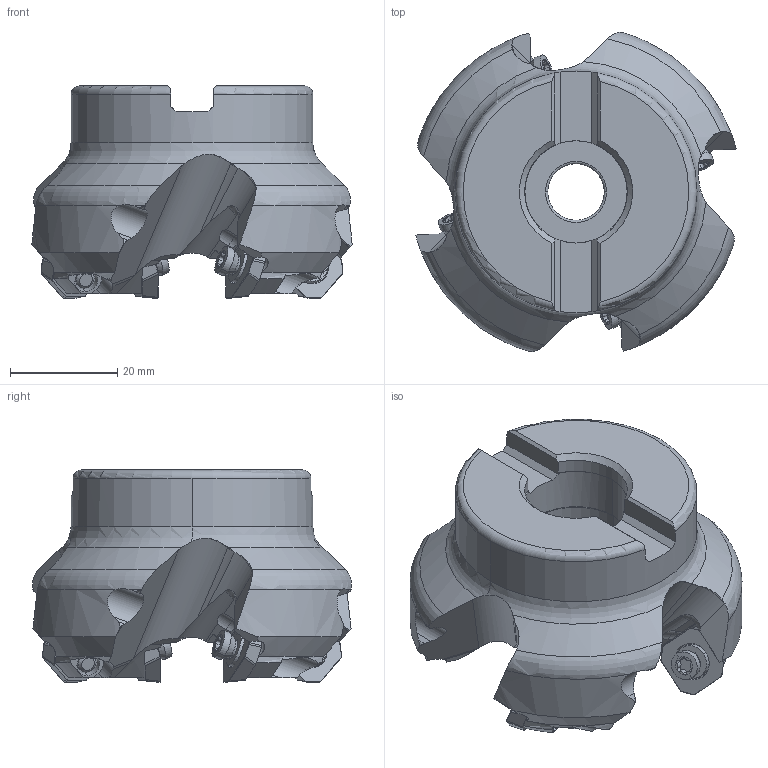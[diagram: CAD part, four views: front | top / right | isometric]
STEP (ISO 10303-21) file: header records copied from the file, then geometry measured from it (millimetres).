
FILE_DESCRIPTION(/* description */ (''),/* implementation_level */ '2;1');
FILE_NAME(/* name */ 'ASX445R0204.stp',/* time_stamp */ '2021-09-08T11:41:07+09:00',/* author */ (''),/* organization */ (''),/* preprocessor_version */ 'ST-DEVELOPER v16',/* originating_system */ 'SIEMENS PLM Software NX 10.0',/* authorisation */ '');
FILE_SCHEMA (('AUTOMOTIVE_DESIGN { 1 0 10303 214 3 1 1 1 }'));
Length unit declared in the file: millimetre
Products named in the file (1): ASX445R0204_ASM
Bounding box: 59.64 x 59.42 x 39.49 mm (x, y, z)
Volume: 53920.4 mm3; surface area: 15555.8 mm2
Topology: 13 solids, 13 shells, 653 faces, 1822 edges, 1231 vertices
Faces by surface type: plane 265, cylinder 256, cone 74, torus 30, sphere 20, bspline 8
Entity records: 23740 total; most frequent: CARTESIAN_POINT 6520, ORIENTED_EDGE 3596, DIRECTION 3516, EDGE_CURVE 1798, AXIS2_PLACEMENT_3D 1395, VERTEX_POINT 1184, LINE 726, VECTOR 726
